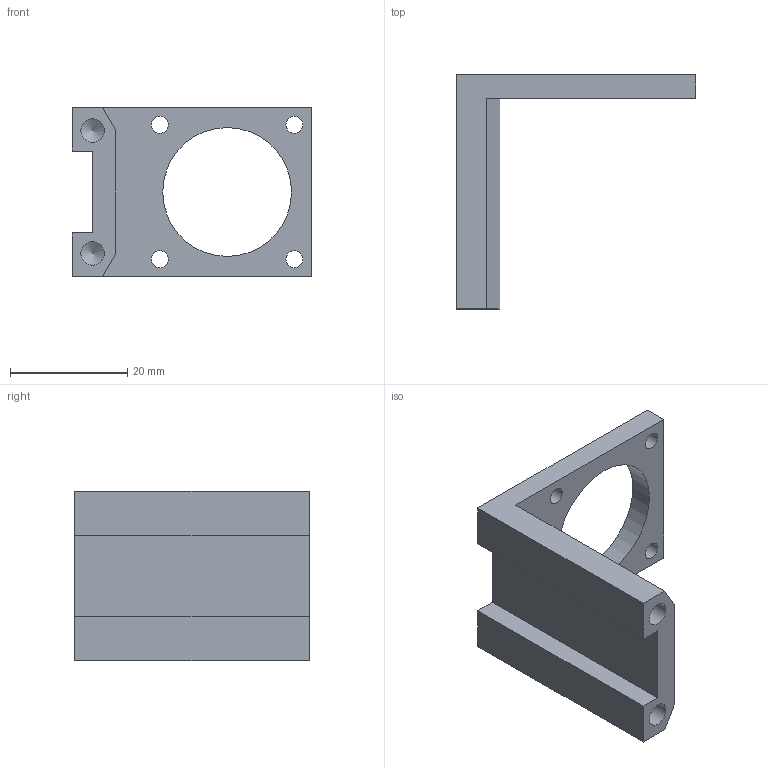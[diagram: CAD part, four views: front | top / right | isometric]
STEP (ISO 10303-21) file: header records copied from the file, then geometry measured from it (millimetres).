
FILE_DESCRIPTION(/* description */ (''),/* implementation_level */ '2;1');
FILE_NAME(/* name */ 'motor-mount.stp',/* author */ ('Jan Olencki')/* preprocessor_version */ 'ST-DEVELOPER v18');
FILE_SCHEMA (('AUTOMOTIVE_DESIGN { 1 0 10303 214 3 1 1 }'));
Length unit declared in the file: millimetre
Products named in the file (1): Motor mount
Bounding box: 41 x 40 x 29 mm (x, y, z)
Volume: 8229.9 mm3; surface area: 5666.8 mm2
Topology: 1 solids, 1 shells, 23 faces, 69 edges, 48 vertices
Faces by surface type: plane 14, cylinder 7, cone 2
Full cylindrical faces by diameter (mm): 2.9 x4, 4 x2, 22 x1
Entity records: 851 total; most frequent: CARTESIAN_POINT 139, DIRECTION 137, ORIENTED_EDGE 134, EDGE_CURVE 67, VERTEX_POINT 48, AXIS2_PLACEMENT_3D 46, LINE 45, VECTOR 45
